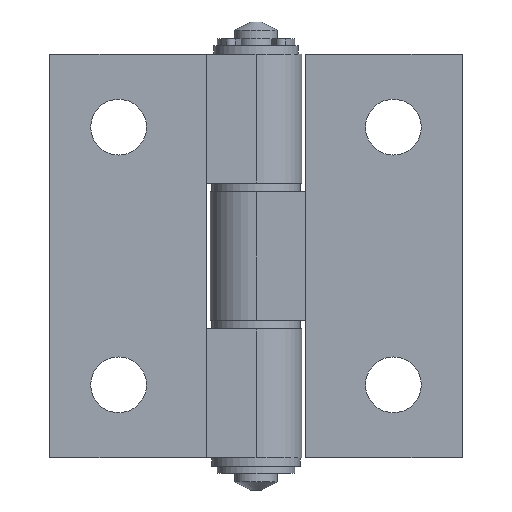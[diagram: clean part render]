
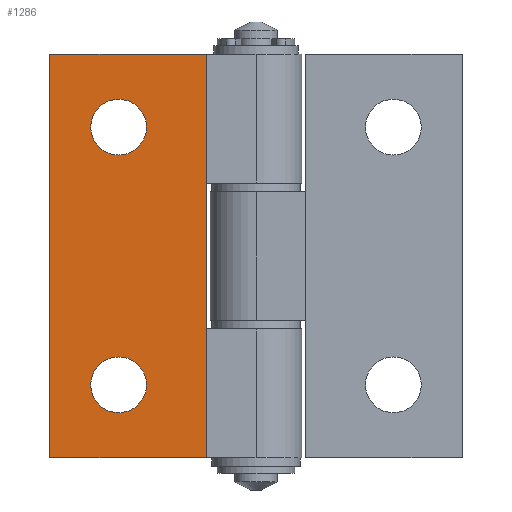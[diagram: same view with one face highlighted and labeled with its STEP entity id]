
A CAD part, front view. The second image highlights one B-rep face of the part: STEP entity #1286.
In plain terms, the highlighted planar face has unit normal (0, -1, 0).
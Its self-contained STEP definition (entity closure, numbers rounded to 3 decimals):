
#125=FACE_BOUND('',#260,.T.);
#126=FACE_BOUND('',#261,.T.);
#168=FACE_OUTER_BOUND('',#259,.T.);
#259=EDGE_LOOP('',(#956,#957,#958,#959));
#260=EDGE_LOOP('',(#960));
#261=EDGE_LOOP('',(#961));
#366=CIRCLE('',#1381,3.25);
#368=CIRCLE('',#1385,3.25);
#445=LINE('',#2019,#537);
#449=LINE('',#2043,#541);
#450=LINE('',#2046,#542);
#451=LINE('',#2047,#543);
#537=VECTOR('',#1583,18.2);
#541=VECTOR('',#1611,47.);
#542=VECTOR('',#1614,18.2);
#543=VECTOR('',#1615,47.);
#633=VERTEX_POINT('',#2016);
#634=VERTEX_POINT('',#2018);
#638=VERTEX_POINT('',#2029);
#640=VERTEX_POINT('',#2035);
#642=VERTEX_POINT('',#2041);
#643=VERTEX_POINT('',#2045);
#761=EDGE_CURVE('',#633,#634,#445,.T.);
#766=EDGE_CURVE('',#638,#638,#366,.T.);
#768=EDGE_CURVE('',#640,#640,#368,.T.);
#771=EDGE_CURVE('',#633,#642,#449,.T.);
#772=EDGE_CURVE('',#643,#642,#450,.T.);
#773=EDGE_CURVE('',#634,#643,#451,.T.);
#956=ORIENTED_EDGE('',*,*,#771,.T.);
#957=ORIENTED_EDGE('',*,*,#772,.F.);
#958=ORIENTED_EDGE('',*,*,#773,.F.);
#959=ORIENTED_EDGE('',*,*,#761,.F.);
#960=ORIENTED_EDGE('',*,*,#766,.T.);
#961=ORIENTED_EDGE('',*,*,#768,.T.);
#1238=PLANE('',#1389);
#1286=ADVANCED_FACE('',(#168,#125,#126),#1238,.T.);
#1381=AXIS2_PLACEMENT_3D('',#2030,#1594,#1595);
#1385=AXIS2_PLACEMENT_3D('',#2036,#1602,#1603);
#1389=AXIS2_PLACEMENT_3D('',#2044,#1612,#1613);
#1583=DIRECTION('',(-1.,0.,0.));
#1594=DIRECTION('center_axis',(0.,1.,0.));
#1595=DIRECTION('ref_axis',(1.,0.,0.));
#1602=DIRECTION('center_axis',(0.,1.,0.));
#1603=DIRECTION('ref_axis',(1.,0.,0.));
#1611=DIRECTION('',(0.,0.,1.));
#1612=DIRECTION('center_axis',(0.,-1.,0.));
#1613=DIRECTION('ref_axis',(1.,0.,0.));
#1614=DIRECTION('',(1.,0.,0.));
#1615=DIRECTION('',(0.,0.,1.));
#2016=CARTESIAN_POINT('',(24.,-5.65,-23.5));
#2018=CARTESIAN_POINT('',(5.8,-5.65,-23.5));
#2019=CARTESIAN_POINT('',(5.8,-5.65,-23.5));
#2029=CARTESIAN_POINT('',(12.75,-5.65,15.));
#2030=CARTESIAN_POINT('Origin',(16.,-5.65,15.));
#2035=CARTESIAN_POINT('',(12.75,-5.65,-15.));
#2036=CARTESIAN_POINT('Origin',(16.,-5.65,-15.));
#2041=CARTESIAN_POINT('',(24.,-5.65,23.5));
#2043=CARTESIAN_POINT('',(24.,-5.65,0.));
#2044=CARTESIAN_POINT('Origin',(5.8,-5.65,0.));
#2045=CARTESIAN_POINT('',(5.8,-5.65,23.5));
#2046=CARTESIAN_POINT('',(5.8,-5.65,23.5));
#2047=CARTESIAN_POINT('',(5.8,-5.65,0.));
